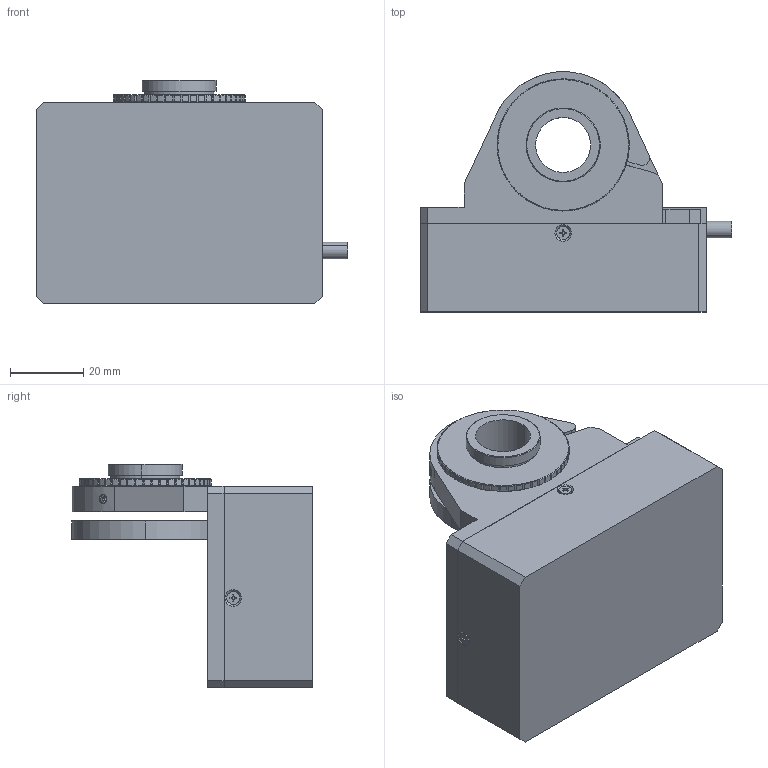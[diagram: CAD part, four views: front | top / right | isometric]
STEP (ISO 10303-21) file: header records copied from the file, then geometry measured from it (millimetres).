
FILE_DESCRIPTION (( 'STEP AP203' ), '1' );
FILE_NAME ('P73.Z1000-B2×°Åä1.STEP', '2021-07-28T05:21:06', ( '' ), ( '' ), 'SwSTEP 2.0', 'SolidWorks 2016', '' );
FILE_SCHEMA (( 'CONFIG_CONTROL_DESIGN' ));
Length unit declared in the file: millimetre
Products named in the file (1): P73.Z1000-B2蚾饜1
Bounding box: 85 x 65.48 x 61 mm (x, y, z)
Surface area: 29056.3 mm2 (no closed solid volume)
Topology: 0 solids, 16 shells, 414 faces, 1295 edges, 892 vertices
Faces by surface type: cylinder 193, plane 122, cone 95, torus 4
Entity records: 15150 total; most frequent: CARTESIAN_POINT 3786, DIRECTION 2378, ORIENTED_EDGE 2238, EDGE_CURVE 1289, AXIS2_PLACEMENT_3D 912, VERTEX_POINT 892, LINE 554, VECTOR 554
